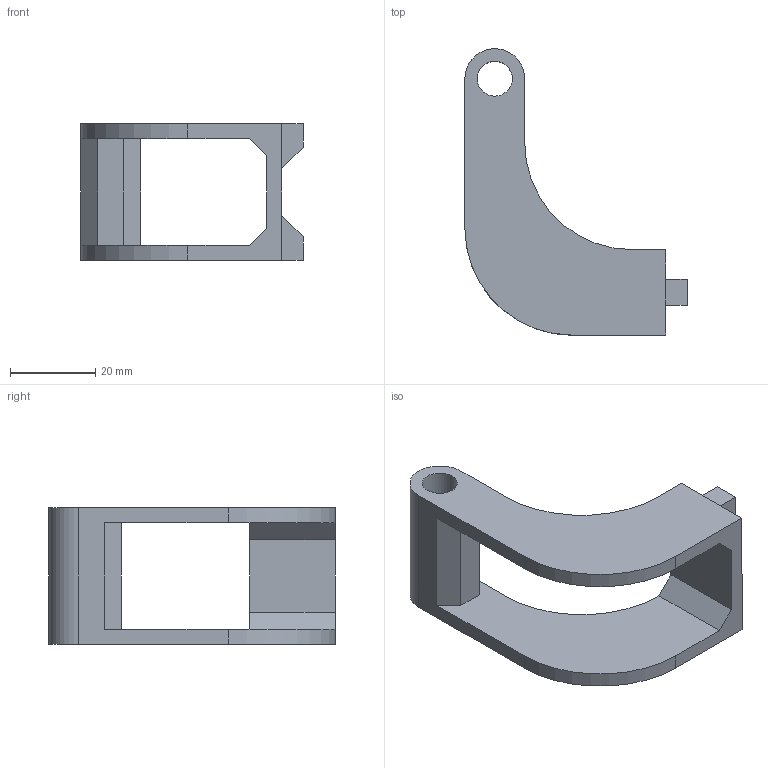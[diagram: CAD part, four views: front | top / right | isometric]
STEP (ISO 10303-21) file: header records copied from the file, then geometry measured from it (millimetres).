
FILE_DESCRIPTION(('FreeCAD Model'),'2;1');
FILE_NAME('Open CASCADE Shape Model','2021-12-21T21:50:34',('Author'),( ''),'Open CASCADE STEP processor 7.5','FreeCAD','Unknown');
FILE_SCHEMA(('AUTOMOTIVE_DESIGN { 1 0 10303 214 1 1 1 1 }'));
Length unit declared in the file: millimetre
Products named in the file (1): spool.holder
Bounding box: 52 x 67 x 32 mm (x, y, z)
Volume: 16881.5 mm3; surface area: 10568.7 mm2
Topology: 1 solids, 1 shells, 35 faces, 98 edges, 64 vertices
Faces by surface type: plane 28, cylinder 7
Full cylindrical faces by diameter (mm): 4.2 x1, 8.2 x1
Entity records: 2457 total; most frequent: CARTESIAN_POINT 472, DIRECTION 367, LINE 266, VECTOR 266, ORIENTED_EDGE 196, PCURVE 196, DEFINITIONAL_REPRESENTATION 196, EDGE_CURVE 98
